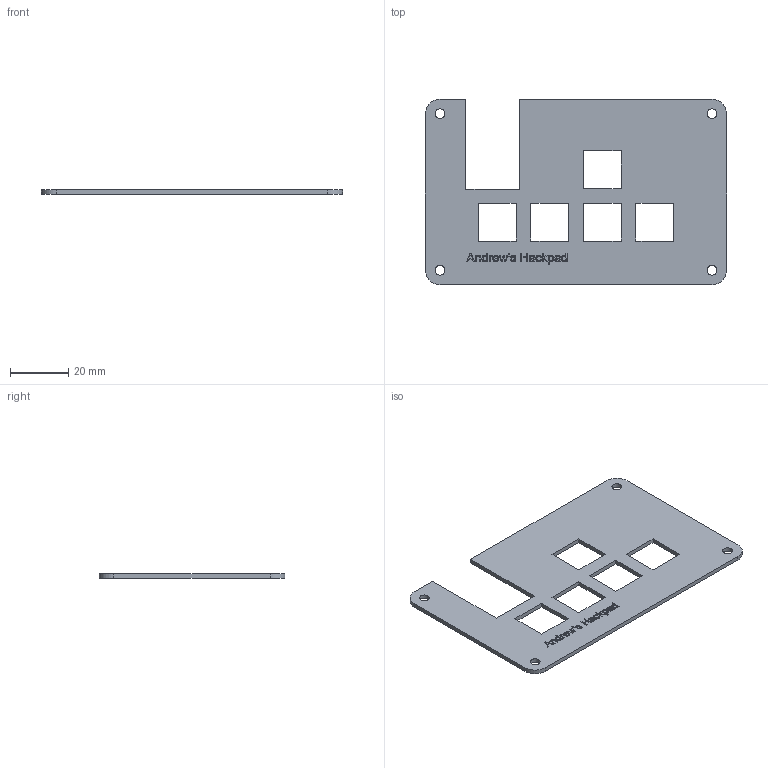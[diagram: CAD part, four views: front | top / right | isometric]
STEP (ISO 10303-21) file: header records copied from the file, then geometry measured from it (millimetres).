
FILE_DESCRIPTION(/* description */ (''),/* implementation_level */ '2;1');
FILE_NAME(/* name */ 'Top.step',/* time_stamp */ '2025-06-20T17:07:05-04:00',/* author */ (''),/* organization */ (''),/* preprocessor_version */ 'ST-DEVELOPER v20.1',/* originating_system */ 'Autodesk Translation Framework v14.10.0.0',/* authorisation */ '');
FILE_SCHEMA (('AUTOMOTIVE_DESIGN { 1 0 10303 214 3 1 1 }'));
Length unit declared in the file: millimetre
Products named in the file (1): 2025-06-18-23-38-26-633
Bounding box: 103.45 x 63.8 x 1.5 mm (x, y, z)
Volume: 7679.4 mm3; surface area: 11321.4 mm2
Topology: 1 solids, 1 shells, 365 faces, 1023 edges, 682 vertices
Faces by surface type: bspline 203, plane 154, cylinder 8
Full cylindrical faces by diameter (mm): 3.4 x4
Entity records: 13612 total; most frequent: CARTESIAN_POINT 5522, ORIENTED_EDGE 2046, EDGE_CURVE 1023, DIRECTION 959, VERTEX_POINT 682, LINE 601, VECTOR 601, B_SPLINE_CURVE_WITH_KNOTS 406
